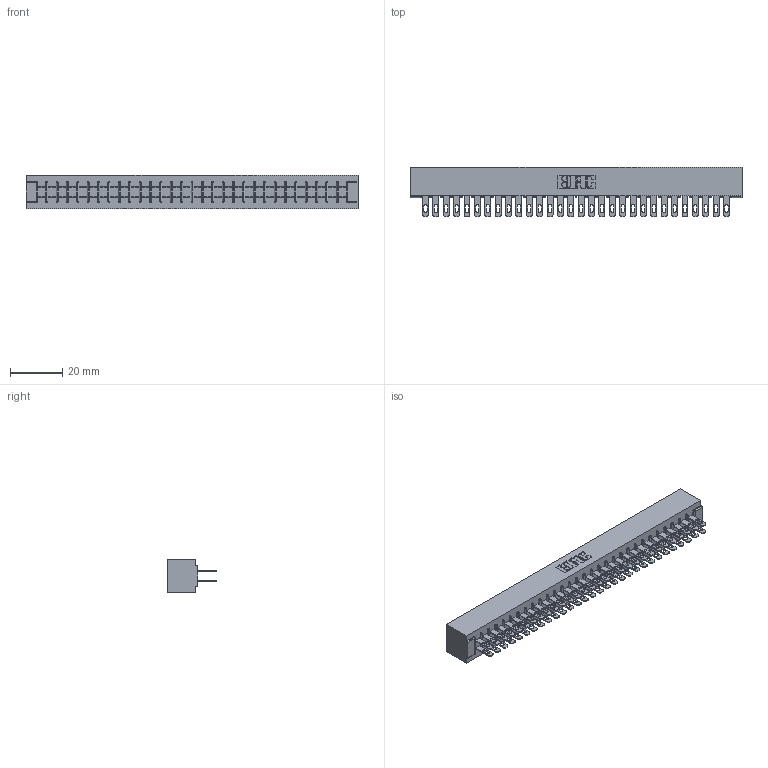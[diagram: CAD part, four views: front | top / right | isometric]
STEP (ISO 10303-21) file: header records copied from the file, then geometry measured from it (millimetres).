
FILE_DESCRIPTION (( 'STEP AP203' ), '1' );
FILE_NAME ('355-060-500-201.STEP', '2019-09-12T13:37:09', ( '' ), ( '' ), 'SwSTEP 2.0', 'SolidWorks 2016', '' );
FILE_SCHEMA (( 'CONFIG_CONTROL_DESIGN' ));
Length unit declared in the file: inch
Products named in the file (3): 355-060-500-201; 305 Part_No Mounting; 305-290-001_500
Assembly tree (61 placements, depth 2):
  355-060-500-201
    305 Part_No Mounting
    305-290-001_500  x60
Bounding box: 126.75 x 18.85 x 12.7 mm (x, y, z)
Volume: 13816.4 mm3; surface area: 18891.7 mm2
Topology: 61 solids, 61 shells, 3108 faces, 8902 edges, 5772 vertices
Faces by surface type: plane 1744, cylinder 1244, sphere 120
Entity records: 33687 total; most frequent: CARTESIAN_POINT 5572, ORIENTED_EDGE 5528, DIRECTION 5400, EDGE_CURVE 2764, LINE 2224, VECTOR 2224, VERTEX_POINT 1760, AXIS2_PLACEMENT_3D 1588
